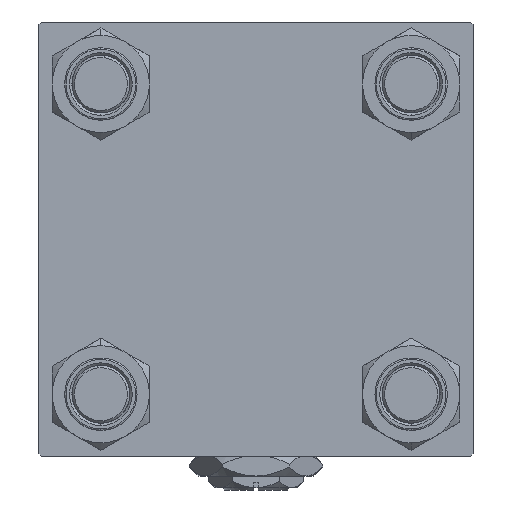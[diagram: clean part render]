
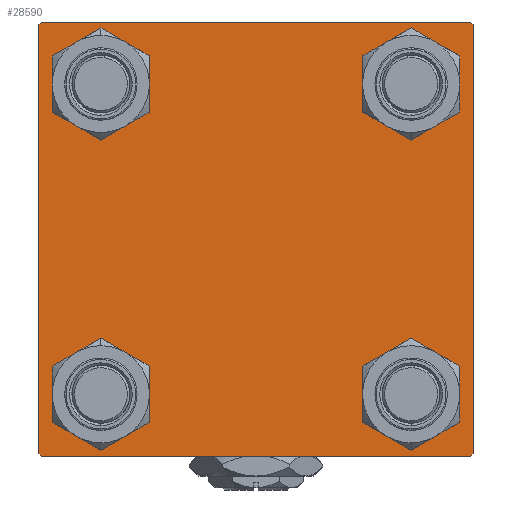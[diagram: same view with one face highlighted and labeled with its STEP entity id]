
A CAD part, left-side view. The second image highlights one B-rep face of the part: STEP entity #28590.
In plain terms, the highlighted planar face has unit normal (-1, 0, 0).
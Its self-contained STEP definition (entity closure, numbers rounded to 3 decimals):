
#41 = ORIENTED_EDGE ( 'NONE', *, *, #1629, .T. ) ;
#85 = FACE_BOUND ( 'NONE', #46561, .T. ) ;
#235 = VERTEX_POINT ( 'NONE', #18960 ) ;
#1089 = CARTESIAN_POINT ( 'NONE',  ( 0., -32.15, -25.65 ) ) ;
#1405 = VERTEX_POINT ( 'NONE', #32539 ) ;
#1629 = EDGE_CURVE ( 'NONE', #6949, #3452, #14303, .T. ) ;
#2493 = CARTESIAN_POINT ( 'NONE',  ( 0., -32.15, -32.15 ) ) ;
#2495 = CARTESIAN_POINT ( 'NONE',  ( 0., 45., 45. ) ) ;
#2534 = DIRECTION ( 'NONE',  ( 1., 0., 0. ) ) ;
#2712 = VECTOR ( 'NONE', #31796, 1000. ) ;
#3452 = VERTEX_POINT ( 'NONE', #42136 ) ;
#5983 = DIRECTION ( 'NONE',  ( 1., 0., 0. ) ) ;
#6079 = EDGE_LOOP ( 'NONE', ( #34519, #34092 ) ) ;
#6206 = VERTEX_POINT ( 'NONE', #40751 ) ;
#6467 = DIRECTION ( 'NONE',  ( 0., -0.707, -0.707 ) ) ;
#6595 = VERTEX_POINT ( 'NONE', #30502 ) ;
#6700 = ORIENTED_EDGE ( 'NONE', *, *, #31912, .T. ) ;
#6949 = VERTEX_POINT ( 'NONE', #25363 ) ;
#7266 = ORIENTED_EDGE ( 'NONE', *, *, #20146, .T. ) ;
#7553 = ORIENTED_EDGE ( 'NONE', *, *, #10770, .T. ) ;
#7604 = CARTESIAN_POINT ( 'NONE',  ( 0., -32.15, -32.15 ) ) ;
#8950 = AXIS2_PLACEMENT_3D ( 'NONE', #44510, #11885, #40490 ) ;
#9369 = EDGE_CURVE ( 'NONE', #22460, #35301, #21393, .T. ) ;
#10317 = CARTESIAN_POINT ( 'NONE',  ( 0., -44.75, 44.75 ) ) ;
#10770 = EDGE_CURVE ( 'NONE', #3452, #18890, #17539, .T. ) ;
#11253 = VECTOR ( 'NONE', #28943, 1000. ) ;
#11340 = EDGE_CURVE ( 'NONE', #18068, #49424, #16989, .T. ) ;
#11812 = VECTOR ( 'NONE', #12723, 1000. ) ;
#11861 = EDGE_CURVE ( 'NONE', #6595, #6949, #40549, .T. ) ;
#11885 = DIRECTION ( 'NONE',  ( 1., 0., 0. ) ) ;
#11892 = CARTESIAN_POINT ( 'NONE',  ( 0., 0., 0. ) ) ;
#12093 = ORIENTED_EDGE ( 'NONE', *, *, #34068, .T. ) ;
#12378 = VERTEX_POINT ( 'NONE', #1089 ) ;
#12669 = FACE_OUTER_BOUND ( 'NONE', #17684, .T. ) ;
#12723 = DIRECTION ( 'NONE',  ( 0., 0.707, -0.707 ) ) ;
#12843 = ORIENTED_EDGE ( 'NONE', *, *, #51275, .T. ) ;
#12886 = DIRECTION ( 'NONE',  ( 0., 0., 1. ) ) ;
#12902 = CARTESIAN_POINT ( 'NONE',  ( 0., 45., -45. ) ) ;
#13965 = ORIENTED_EDGE ( 'NONE', *, *, #19544, .T. ) ;
#14303 = LINE ( 'NONE', #2495, #39702 ) ;
#14724 = DIRECTION ( 'NONE',  ( 0., 0., 1. ) ) ;
#15363 = CARTESIAN_POINT ( 'NONE',  ( 0., 32.15, 32.15 ) ) ;
#15886 = DIRECTION ( 'NONE',  ( 1., 0., 0. ) ) ;
#16612 = VECTOR ( 'NONE', #46444, 1000. ) ;
#16687 = ORIENTED_EDGE ( 'NONE', *, *, #17683, .T. ) ;
#16701 = FACE_BOUND ( 'NONE', #31094, .T. ) ;
#16989 = CIRCLE ( 'NONE', #43480, 6.5 ) ;
#17539 = LINE ( 'NONE', #19050, #27247 ) ;
#17683 = EDGE_CURVE ( 'NONE', #49424, #18068, #50455, .T. ) ;
#17684 = EDGE_LOOP ( 'NONE', ( #41, #7553, #7266, #13965, #36161, #12843, #30004, #33452 ) ) ;
#18068 = VERTEX_POINT ( 'NONE', #26694 ) ;
#18761 = LINE ( 'NONE', #22236, #40282 ) ;
#18820 = DIRECTION ( 'NONE',  ( 0., 0., 1. ) ) ;
#18890 = VERTEX_POINT ( 'NONE', #32040 ) ;
#18960 = CARTESIAN_POINT ( 'NONE',  ( 0., -44.5, 45. ) ) ;
#19050 = CARTESIAN_POINT ( 'NONE',  ( 0., 44.75, -44.75 ) ) ;
#19144 = CARTESIAN_POINT ( 'NONE',  ( 0., -32.15, 25.65 ) ) ;
#19544 = EDGE_CURVE ( 'NONE', #21403, #35301, #18761, .T. ) ;
#19622 = DIRECTION ( 'NONE',  ( 0., 0., 1. ) ) ;
#20146 = EDGE_CURVE ( 'NONE', #18890, #21403, #21460, .T. ) ;
#20915 = CARTESIAN_POINT ( 'NONE',  ( 0., -32.15, 32.15 ) ) ;
#21393 = LINE ( 'NONE', #42257, #41673 ) ;
#21403 = VERTEX_POINT ( 'NONE', #48405 ) ;
#21460 = LINE ( 'NONE', #12902, #11253 ) ;
#22194 = DIRECTION ( 'NONE',  ( 1., 0., 0. ) ) ;
#22236 = CARTESIAN_POINT ( 'NONE',  ( 0., -44.75, -44.75 ) ) ;
#22460 = VERTEX_POINT ( 'NONE', #23005 ) ;
#23005 = CARTESIAN_POINT ( 'NONE',  ( 0., -45., 44.5 ) ) ;
#23619 = DIRECTION ( 'NONE',  ( 1., 0., 0. ) ) ;
#23950 = CARTESIAN_POINT ( 'NONE',  ( 0., 32.15, -32.15 ) ) ;
#25091 = CARTESIAN_POINT ( 'NONE',  ( 0., -45., -44.5 ) ) ;
#25136 = CIRCLE ( 'NONE', #31990, 6.5 ) ;
#25363 = CARTESIAN_POINT ( 'NONE',  ( 0., 45., 44.5 ) ) ;
#25811 = CARTESIAN_POINT ( 'NONE',  ( 0., -32.15, 38.65 ) ) ;
#26025 = CIRCLE ( 'NONE', #39711, 6.5 ) ;
#26525 = VERTEX_POINT ( 'NONE', #25811 ) ;
#26694 = CARTESIAN_POINT ( 'NONE',  ( 0., 32.15, -25.65 ) ) ;
#26992 = CIRCLE ( 'NONE', #33816, 6.5 ) ;
#27247 = VECTOR ( 'NONE', #6467, 1000. ) ;
#27602 = EDGE_CURVE ( 'NONE', #50077, #12378, #30157, .T. ) ;
#28194 = DIRECTION ( 'NONE',  ( -1., 0., 0. ) ) ;
#28590 = ADVANCED_FACE ( 'NONE', ( #16701, #40762, #85, #45565, #12669 ), #45298, .T. ) ;
#28943 = DIRECTION ( 'NONE',  ( 0., -1., 0. ) ) ;
#30004 = ORIENTED_EDGE ( 'NONE', *, *, #45591, .F. ) ;
#30157 = CIRCLE ( 'NONE', #42126, 6.5 ) ;
#30502 = CARTESIAN_POINT ( 'NONE',  ( 0., 44.5, 45. ) ) ;
#31094 = EDGE_LOOP ( 'NONE', ( #12093, #6700 ) ) ;
#31155 = DIRECTION ( 'NONE',  ( 0., 0., 1. ) ) ;
#31796 = DIRECTION ( 'NONE',  ( 0., -1., 0. ) ) ;
#31912 = EDGE_CURVE ( 'NONE', #42441, #26525, #32038, .T. ) ;
#31990 = AXIS2_PLACEMENT_3D ( 'NONE', #2493, #15886, #18820 ) ;
#32038 = CIRCLE ( 'NONE', #8950, 6.5 ) ;
#32040 = CARTESIAN_POINT ( 'NONE',  ( 0., 44.5, -45. ) ) ;
#32539 = CARTESIAN_POINT ( 'NONE',  ( 0., 32.15, 25.65 ) ) ;
#33197 = DIRECTION ( 'NONE',  ( 1., 0., 0. ) ) ;
#33452 = ORIENTED_EDGE ( 'NONE', *, *, #11861, .T. ) ;
#33816 = AXIS2_PLACEMENT_3D ( 'NONE', #15363, #23619, #19622 ) ;
#33900 = EDGE_CURVE ( 'NONE', #12378, #50077, #25136, .T. ) ;
#33972 = ORIENTED_EDGE ( 'NONE', *, *, #37064, .T. ) ;
#34068 = EDGE_CURVE ( 'NONE', #26525, #42441, #26025, .T. ) ;
#34092 = ORIENTED_EDGE ( 'NONE', *, *, #27602, .T. ) ;
#34519 = ORIENTED_EDGE ( 'NONE', *, *, #33900, .T. ) ;
#35017 = CARTESIAN_POINT ( 'NONE',  ( 0., 32.15, -32.15 ) ) ;
#35301 = VERTEX_POINT ( 'NONE', #25091 ) ;
#36161 = ORIENTED_EDGE ( 'NONE', *, *, #9369, .F. ) ;
#37064 = EDGE_CURVE ( 'NONE', #1405, #6206, #26992, .T. ) ;
#37871 = CIRCLE ( 'NONE', #43842, 6.5 ) ;
#38032 = DIRECTION ( 'NONE',  ( 0., -0.707, 0.707 ) ) ;
#38497 = DIRECTION ( 'NONE',  ( 0., 0., -1. ) ) ;
#39059 = ORIENTED_EDGE ( 'NONE', *, *, #11340, .T. ) ;
#39672 = DIRECTION ( 'NONE',  ( 0., 0., -1. ) ) ;
#39702 = VECTOR ( 'NONE', #39672, 1000. ) ;
#39711 = AXIS2_PLACEMENT_3D ( 'NONE', #20915, #33197, #12886 ) ;
#40268 = DIRECTION ( 'NONE',  ( 0., 0., 1. ) ) ;
#40282 = VECTOR ( 'NONE', #38032, 1000. ) ;
#40340 = CARTESIAN_POINT ( 'NONE',  ( 0., 45., 45. ) ) ;
#40490 = DIRECTION ( 'NONE',  ( 0., 0., 1. ) ) ;
#40549 = LINE ( 'NONE', #45093, #11812 ) ;
#40751 = CARTESIAN_POINT ( 'NONE',  ( 0., 32.15, 38.65 ) ) ;
#40762 = FACE_BOUND ( 'NONE', #6079, .T. ) ;
#41673 = VECTOR ( 'NONE', #38497, 1000. ) ;
#42126 = AXIS2_PLACEMENT_3D ( 'NONE', #7604, #2534, #31155 ) ;
#42136 = CARTESIAN_POINT ( 'NONE',  ( 0., 45., -44.5 ) ) ;
#42257 = CARTESIAN_POINT ( 'NONE',  ( 0., -45., 45. ) ) ;
#42441 = VERTEX_POINT ( 'NONE', #19144 ) ;
#43442 = CARTESIAN_POINT ( 'NONE',  ( 0., -32.15, -38.65 ) ) ;
#43480 = AXIS2_PLACEMENT_3D ( 'NONE', #35017, #22194, #14724 ) ;
#43842 = AXIS2_PLACEMENT_3D ( 'NONE', #45589, #5983, #50406 ) ;
#44104 = CARTESIAN_POINT ( 'NONE',  ( 0., 32.15, -38.65 ) ) ;
#44510 = CARTESIAN_POINT ( 'NONE',  ( 0., -32.15, 32.15 ) ) ;
#44518 = DIRECTION ( 'NONE',  ( 0., 0., 1. ) ) ;
#45093 = CARTESIAN_POINT ( 'NONE',  ( 0., 44.75, 44.75 ) ) ;
#45298 = PLANE ( 'NONE',  #51556 ) ;
#45325 = AXIS2_PLACEMENT_3D ( 'NONE', #23950, #48818, #40268 ) ;
#45565 = FACE_BOUND ( 'NONE', #50856, .T. ) ;
#45589 = CARTESIAN_POINT ( 'NONE',  ( 0., 32.15, 32.15 ) ) ;
#45591 = EDGE_CURVE ( 'NONE', #6595, #235, #50555, .T. ) ;
#46444 = DIRECTION ( 'NONE',  ( 0., 0.707, 0.707 ) ) ;
#46561 = EDGE_LOOP ( 'NONE', ( #39059, #16687 ) ) ;
#46965 = LINE ( 'NONE', #10317, #16612 ) ;
#48405 = CARTESIAN_POINT ( 'NONE',  ( 0., -44.5, -45. ) ) ;
#48818 = DIRECTION ( 'NONE',  ( 1., 0., 0. ) ) ;
#49029 = EDGE_CURVE ( 'NONE', #6206, #1405, #37871, .T. ) ;
#49424 = VERTEX_POINT ( 'NONE', #44104 ) ;
#50077 = VERTEX_POINT ( 'NONE', #43442 ) ;
#50406 = DIRECTION ( 'NONE',  ( 0., 0., 1. ) ) ;
#50455 = CIRCLE ( 'NONE', #45325, 6.5 ) ;
#50555 = LINE ( 'NONE', #40340, #2712 ) ;
#50669 = ORIENTED_EDGE ( 'NONE', *, *, #49029, .T. ) ;
#50856 = EDGE_LOOP ( 'NONE', ( #50669, #33972 ) ) ;
#51275 = EDGE_CURVE ( 'NONE', #22460, #235, #46965, .T. ) ;
#51556 = AXIS2_PLACEMENT_3D ( 'NONE', #11892, #28194, #44518 ) ;
